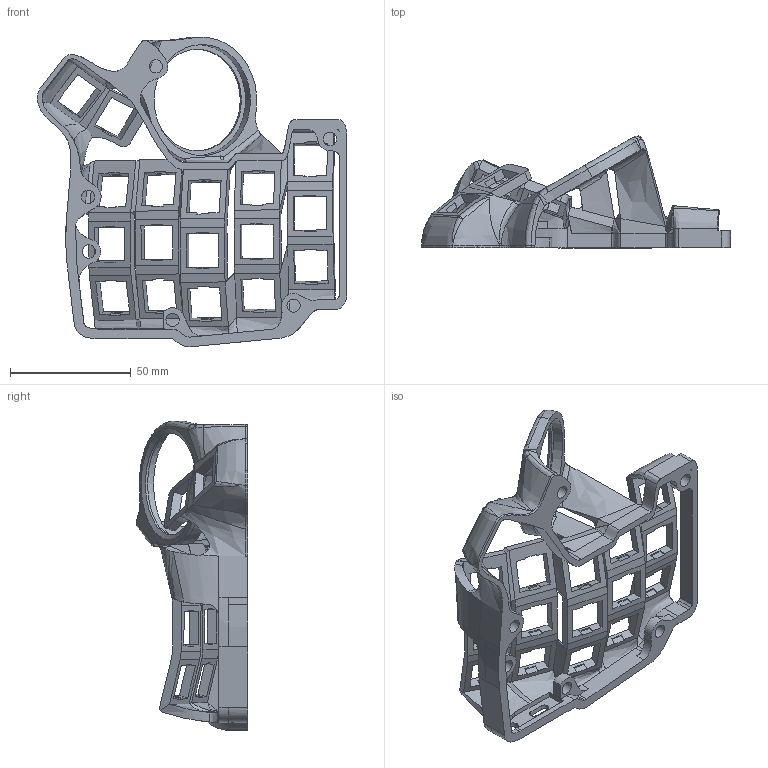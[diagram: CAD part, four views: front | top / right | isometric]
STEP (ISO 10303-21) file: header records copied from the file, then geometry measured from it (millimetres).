
FILE_DESCRIPTION(/* description */ (''),/* implementation_level */ '2;1');
FILE_NAME(/* name */ 'charybdisnano_v2_v187.step',/* time_stamp */ '2023-10-10T09:51:27+02:00',/* author */ (''),/* organization */ (''),/* preprocessor_version */ 'ST-DEVELOPER v20',/* originating_system */ 'Autodesk Translation Framework v12.14.0.127',/* authorisation */ '');
FILE_SCHEMA (('AUTOMOTIVE_DESIGN { 1 0 10303 214 3 1 1 }'));
Length unit declared in the file: millimetre
Products named in the file (1): MINI_V2
Bounding box: 127.97 x 46.19 x 128.07 mm (x, y, z)
Volume: 49536.6 mm3; surface area: 38747.5 mm2
Topology: 1 solids, 1 shells, 720 faces, 2089 edges, 1352 vertices
Faces by surface type: plane 369, bspline 320, cylinder 26, torus 2, sphere 2, cone 1
Full cylindrical faces by diameter (mm): 5.2 x1, 5.5 x6, 42 x1, 46 x1
Entity records: 33305 total; most frequent: CARTESIAN_POINT 16753, ORIENTED_EDGE 4170, DIRECTION 2233, EDGE_CURVE 2085, VERTEX_POINT 1352, LINE 1243, VECTOR 1243, EDGE_LOOP 781
